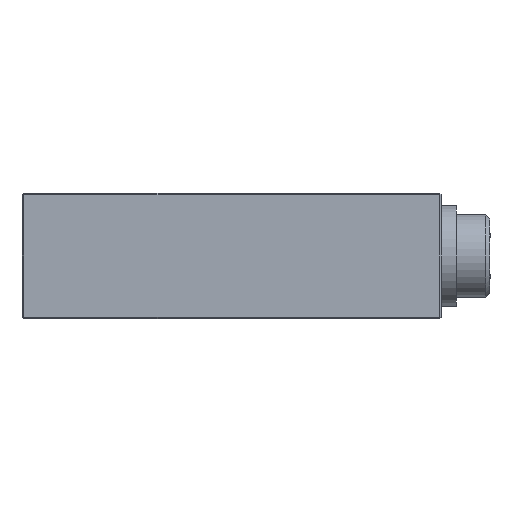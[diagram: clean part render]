
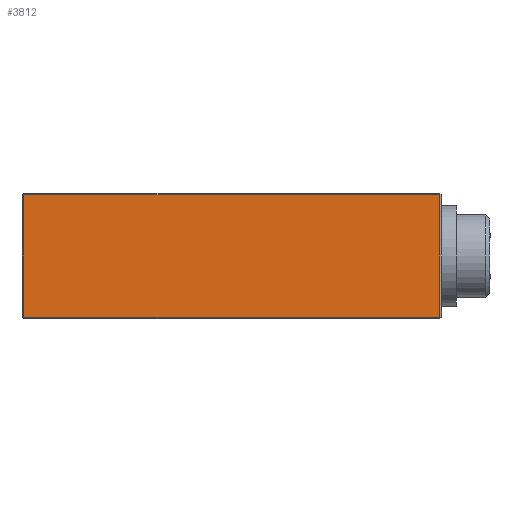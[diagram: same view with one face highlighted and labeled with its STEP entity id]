
A CAD part, front view. The second image highlights one B-rep face of the part: STEP entity #3812.
In plain terms, the highlighted planar face has unit normal (0, -1, 0).
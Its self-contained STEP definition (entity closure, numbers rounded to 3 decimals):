
#424=PLANE('',#4109);
#630=FACE_OUTER_BOUND('',#855,.T.);
#855=EDGE_LOOP('',(#3195,#3196,#3197,#3198));
#1074=LINE('',#11852,#1304);
#1077=LINE('',#11856,#1307);
#1087=LINE('',#11871,#1317);
#1089=LINE('',#11875,#1319);
#1304=VECTOR('',#4762,10.);
#1307=VECTOR('',#4767,10.);
#1317=VECTOR('',#4787,10.);
#1319=VECTOR('',#4793,10.);
#1701=VERTEX_POINT('',#11780);
#1708=VERTEX_POINT('',#11802);
#1712=VERTEX_POINT('',#11811);
#1720=VERTEX_POINT('',#11830);
#2254=EDGE_CURVE('',#1708,#1720,#1074,.T.);
#2257=EDGE_CURVE('',#1720,#1712,#1077,.T.);
#2267=EDGE_CURVE('',#1712,#1701,#1087,.T.);
#2269=EDGE_CURVE('',#1701,#1708,#1089,.T.);
#3195=ORIENTED_EDGE('',*,*,#2254,.F.);
#3196=ORIENTED_EDGE('',*,*,#2269,.F.);
#3197=ORIENTED_EDGE('',*,*,#2267,.F.);
#3198=ORIENTED_EDGE('',*,*,#2257,.F.);
#3812=ADVANCED_FACE('',(#630),#424,.T.);
#4109=AXIS2_PLACEMENT_3D('',#12142,#4840,#4841);
#4762=DIRECTION('',(-1.,0.,0.));
#4767=DIRECTION('',(0.,0.,1.));
#4787=DIRECTION('',(1.,0.,0.));
#4793=DIRECTION('',(0.,0.,-1.));
#4840=DIRECTION('center_axis',(0.,-1.,0.));
#4841=DIRECTION('ref_axis',(1.,0.,0.));
#11780=CARTESIAN_POINT('',(49.8,0.,14.8));
#11802=CARTESIAN_POINT('',(49.8,0.,0.2));
#11811=CARTESIAN_POINT('',(0.2,0.,14.8));
#11830=CARTESIAN_POINT('',(0.2,0.,0.2));
#11852=CARTESIAN_POINT('',(12.5,0.,0.2));
#11856=CARTESIAN_POINT('',(0.2,0.,0.));
#11871=CARTESIAN_POINT('',(12.5,0.,14.8));
#11875=CARTESIAN_POINT('',(49.8,0.,0.));
#12142=CARTESIAN_POINT('Origin',(0.,0.,0.));
